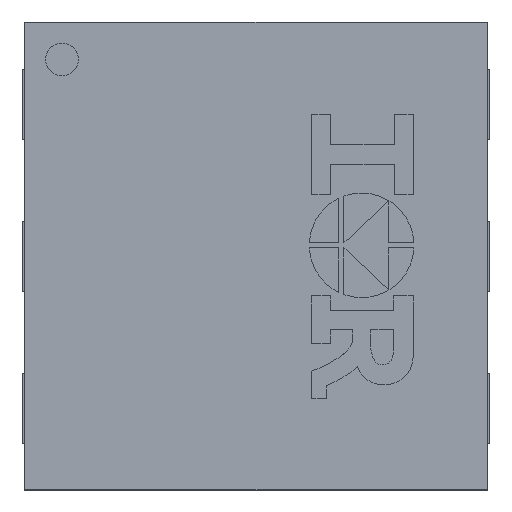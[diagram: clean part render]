
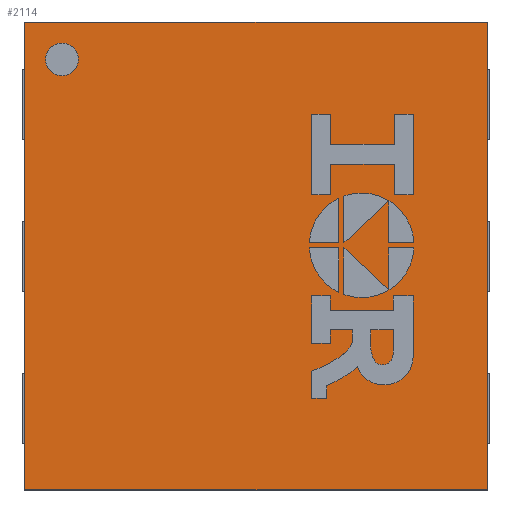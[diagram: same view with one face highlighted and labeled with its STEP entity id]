
A CAD part, top view. The second image highlights one B-rep face of the part: STEP entity #2114.
In plain terms, the highlighted planar face has unit normal (0, 0, 1).
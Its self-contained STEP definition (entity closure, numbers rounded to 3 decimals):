
#18=FACE_BOUND('',#274,.T.);
#22=CIRCLE('',#2259,0.07);
#142=FACE_OUTER_BOUND('',#273,.T.);
#273=EDGE_LOOP('',(#1518,#1519,#1520,#1521));
#274=EDGE_LOOP('',(#1522));
#435=LINE('',#3132,#693);
#439=LINE('',#3139,#697);
#442=LINE('',#3145,#700);
#444=LINE('',#3148,#702);
#693=VECTOR('',#2527,1000.);
#697=VECTOR('',#2533,1000.);
#700=VECTOR('',#2538,1000.);
#702=VECTOR('',#2542,1000.);
#929=VERTEX_POINT('',#3122);
#932=VERTEX_POINT('',#3129);
#933=VERTEX_POINT('',#3131);
#935=VERTEX_POINT('',#3137);
#937=VERTEX_POINT('',#3143);
#1146=EDGE_CURVE('',#929,#929,#22,.T.);
#1149=EDGE_CURVE('',#933,#932,#435,.T.);
#1153=EDGE_CURVE('',#932,#935,#439,.T.);
#1156=EDGE_CURVE('',#935,#937,#442,.T.);
#1158=EDGE_CURVE('',#937,#933,#444,.T.);
#1518=ORIENTED_EDGE('',*,*,#1149,.T.);
#1519=ORIENTED_EDGE('',*,*,#1153,.T.);
#1520=ORIENTED_EDGE('',*,*,#1156,.T.);
#1521=ORIENTED_EDGE('',*,*,#1158,.T.);
#1522=ORIENTED_EDGE('',*,*,#1146,.F.);
#2000=PLANE('',#2264);
#2114=ADVANCED_FACE('',(#142,#18),#2000,.T.);
#2259=AXIS2_PLACEMENT_3D('',#3124,#2521,#2522);
#2264=AXIS2_PLACEMENT_3D('',#3149,#2543,#2544);
#2521=DIRECTION('center_axis',(0.,0.,1.));
#2522=DIRECTION('ref_axis',(0.,-1.,0.));
#2527=DIRECTION('',(1.,0.,0.));
#2533=DIRECTION('',(0.,1.,0.));
#2538=DIRECTION('',(-1.,0.,0.));
#2542=DIRECTION('',(0.,-1.,0.));
#2543=DIRECTION('center_axis',(0.,0.,1.));
#2544=DIRECTION('ref_axis',(0.,-1.,0.));
#3122=CARTESIAN_POINT('',(-0.83,0.91,1.));
#3124=CARTESIAN_POINT('Origin',(-0.83,0.84,1.));
#3129=CARTESIAN_POINT('',(0.99,-1.,1.));
#3131=CARTESIAN_POINT('',(-0.99,-1.,1.));
#3132=CARTESIAN_POINT('',(0.99,-1.,1.));
#3137=CARTESIAN_POINT('',(0.99,1.,1.));
#3139=CARTESIAN_POINT('',(0.99,1.,1.));
#3143=CARTESIAN_POINT('',(-0.99,1.,1.));
#3145=CARTESIAN_POINT('',(0.99,1.,1.));
#3148=CARTESIAN_POINT('',(-0.99,1.,1.));
#3149=CARTESIAN_POINT('Origin',(0.,0.,1.));
